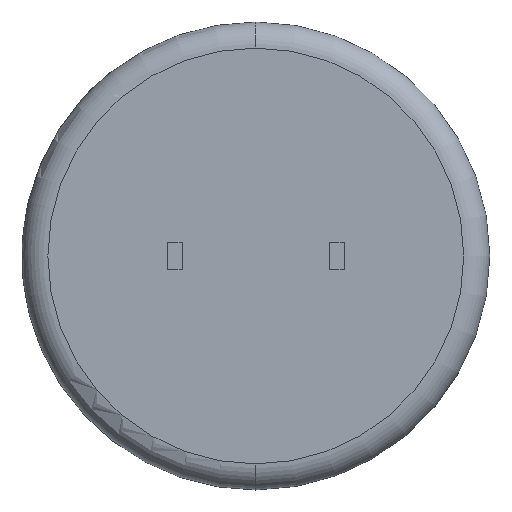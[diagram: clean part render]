
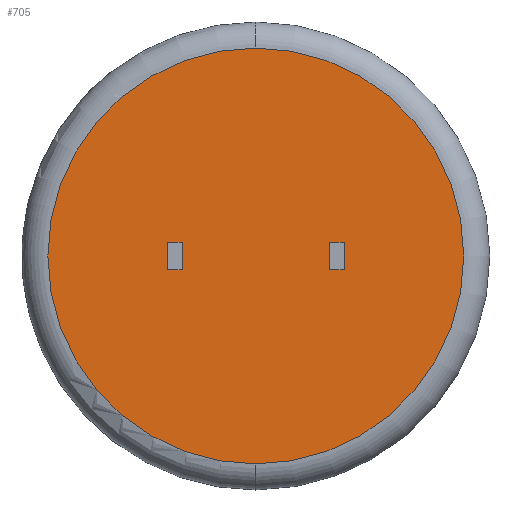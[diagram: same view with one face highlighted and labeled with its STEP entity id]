
A CAD part, front view. The second image highlights one B-rep face of the part: STEP entity #705.
In plain terms, the highlighted planar face has unit normal (0, -1, 0).
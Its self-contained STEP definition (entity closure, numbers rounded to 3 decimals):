
#23 = VECTOR ( 'NONE', #575, 1000. ) ;
#121 = CARTESIAN_POINT ( 'NONE',  ( 0., 0., 9.774 ) ) ;
#270 = VERTEX_POINT ( 'NONE', #1629 ) ;
#294 = VECTOR ( 'NONE', #1580, 1000. ) ;
#296 = ORIENTED_EDGE ( 'NONE', *, *, #1473, .F. ) ;
#335 = DIRECTION ( 'NONE',  ( 1., 0., 0. ) ) ;
#373 = CARTESIAN_POINT ( 'NONE',  ( 3.46, 0., 0.65 ) ) ;
#413 = DIRECTION ( 'NONE',  ( 0., 1., 0. ) ) ;
#442 = DIRECTION ( 'NONE',  ( 0., -1., 0. ) ) ;
#443 = ORIENTED_EDGE ( 'NONE', *, *, #1587, .F. ) ;
#460 = LINE ( 'NONE', #1149, #2290 ) ;
#492 = DIRECTION ( 'NONE',  ( 0., -1., 0. ) ) ;
#575 = DIRECTION ( 'NONE',  ( -1., 0., 0. ) ) ;
#592 = LINE ( 'NONE', #2664, #752 ) ;
#610 = VERTEX_POINT ( 'NONE', #2377 ) ;
#619 = DIRECTION ( 'NONE',  ( 1., 0., 0. ) ) ;
#626 = VECTOR ( 'NONE', #619, 1000. ) ;
#628 = CARTESIAN_POINT ( 'NONE',  ( 0., 0., -9.774 ) ) ;
#639 = FACE_BOUND ( 'NONE', #971, .T. ) ;
#655 = AXIS2_PLACEMENT_3D ( 'NONE', #1089, #442, #1279 ) ;
#662 = CARTESIAN_POINT ( 'NONE',  ( -4.16, 0., 0.65 ) ) ;
#678 = CARTESIAN_POINT ( 'NONE',  ( -4.16, 0., 0. ) ) ;
#705 = ADVANCED_FACE ( 'NONE', ( #2682, #639, #2582 ), #2536, .F. ) ;
#752 = VECTOR ( 'NONE', #993, 1000. ) ;
#789 = EDGE_LOOP ( 'NONE', ( #807, #443, #296, #2348 ) ) ;
#807 = ORIENTED_EDGE ( 'NONE', *, *, #2488, .F. ) ;
#854 = CARTESIAN_POINT ( 'NONE',  ( 0., 0., 0. ) ) ;
#901 = CARTESIAN_POINT ( 'NONE',  ( -4.16, 0., -0.65 ) ) ;
#936 = CARTESIAN_POINT ( 'NONE',  ( 3.46, 0., -0.65 ) ) ;
#971 = EDGE_LOOP ( 'NONE', ( #2275, #1624, #2601, #2346 ) ) ;
#989 = VERTEX_POINT ( 'NONE', #1454 ) ;
#993 = DIRECTION ( 'NONE',  ( 0., 0., -1. ) ) ;
#1060 = VERTEX_POINT ( 'NONE', #628 ) ;
#1089 = CARTESIAN_POINT ( 'NONE',  ( 0., 0., 0. ) ) ;
#1116 = EDGE_CURVE ( 'NONE', #610, #1542, #1197, .T. ) ;
#1149 = CARTESIAN_POINT ( 'NONE',  ( -4.16, 0., 0.65 ) ) ;
#1157 = CARTESIAN_POINT ( 'NONE',  ( 3.46, 0., -0.65 ) ) ;
#1188 = VERTEX_POINT ( 'NONE', #121 ) ;
#1197 = LINE ( 'NONE', #678, #2120 ) ;
#1263 = CARTESIAN_POINT ( 'NONE',  ( 4.16, 0., 0. ) ) ;
#1266 = CARTESIAN_POINT ( 'NONE',  ( -3.46, 0., 0.65 ) ) ;
#1273 = VERTEX_POINT ( 'NONE', #2104 ) ;
#1279 = DIRECTION ( 'NONE',  ( 0., 0., 1. ) ) ;
#1362 = CARTESIAN_POINT ( 'NONE',  ( 4.16, 0., 0.65 ) ) ;
#1454 = CARTESIAN_POINT ( 'NONE',  ( 4.16, 0., -0.65 ) ) ;
#1473 = EDGE_CURVE ( 'NONE', #989, #2535, #2157, .T. ) ;
#1539 = EDGE_CURVE ( 'NONE', #1188, #1060, #1785, .T. ) ;
#1542 = VERTEX_POINT ( 'NONE', #662 ) ;
#1570 = AXIS2_PLACEMENT_3D ( 'NONE', #1951, #492, #2426 ) ;
#1580 = DIRECTION ( 'NONE',  ( 0., 0., -1. ) ) ;
#1587 = EDGE_CURVE ( 'NONE', #2535, #270, #2068, .T. ) ;
#1624 = ORIENTED_EDGE ( 'NONE', *, *, #2084, .T. ) ;
#1629 = CARTESIAN_POINT ( 'NONE',  ( 3.46, 0., 0.65 ) ) ;
#1684 = EDGE_CURVE ( 'NONE', #2325, #1273, #592, .T. ) ;
#1724 = VECTOR ( 'NONE', #2498, 1000. ) ;
#1725 = AXIS2_PLACEMENT_3D ( 'NONE', #854, #413, #1900 ) ;
#1743 = VECTOR ( 'NONE', #1975, 1000. ) ;
#1785 = CIRCLE ( 'NONE', #1570, 9.774 ) ;
#1825 = LINE ( 'NONE', #2459, #626 ) ;
#1830 = ORIENTED_EDGE ( 'NONE', *, *, #1539, .T. ) ;
#1840 = EDGE_CURVE ( 'NONE', #1060, #1188, #2523, .T. ) ;
#1900 = DIRECTION ( 'NONE',  ( 0., 0., 1. ) ) ;
#1951 = CARTESIAN_POINT ( 'NONE',  ( 0., 0., 0. ) ) ;
#1975 = DIRECTION ( 'NONE',  ( 1., 0., 0. ) ) ;
#2013 = EDGE_CURVE ( 'NONE', #610, #1273, #2308, .T. ) ;
#2068 = LINE ( 'NONE', #373, #23 ) ;
#2084 = EDGE_CURVE ( 'NONE', #1542, #2325, #460, .T. ) ;
#2104 = CARTESIAN_POINT ( 'NONE',  ( -3.46, 0., -0.65 ) ) ;
#2120 = VECTOR ( 'NONE', #2592, 1000. ) ;
#2157 = LINE ( 'NONE', #1263, #1724 ) ;
#2262 = EDGE_CURVE ( 'NONE', #2710, #989, #1825, .T. ) ;
#2275 = ORIENTED_EDGE ( 'NONE', *, *, #1116, .T. ) ;
#2290 = VECTOR ( 'NONE', #335, 1000. ) ;
#2304 = ORIENTED_EDGE ( 'NONE', *, *, #1840, .T. ) ;
#2308 = LINE ( 'NONE', #901, #1743 ) ;
#2325 = VERTEX_POINT ( 'NONE', #1266 ) ;
#2346 = ORIENTED_EDGE ( 'NONE', *, *, #2013, .F. ) ;
#2348 = ORIENTED_EDGE ( 'NONE', *, *, #2262, .F. ) ;
#2377 = CARTESIAN_POINT ( 'NONE',  ( -4.16, 0., -0.65 ) ) ;
#2426 = DIRECTION ( 'NONE',  ( 0., 0., 1. ) ) ;
#2459 = CARTESIAN_POINT ( 'NONE',  ( 3.46, 0., -0.65 ) ) ;
#2488 = EDGE_CURVE ( 'NONE', #270, #2710, #2563, .T. ) ;
#2498 = DIRECTION ( 'NONE',  ( 0., 0., 1. ) ) ;
#2523 = CIRCLE ( 'NONE', #655, 9.774 ) ;
#2535 = VERTEX_POINT ( 'NONE', #1362 ) ;
#2536 = PLANE ( 'NONE',  #1725 ) ;
#2563 = LINE ( 'NONE', #1157, #294 ) ;
#2582 = FACE_BOUND ( 'NONE', #789, .T. ) ;
#2592 = DIRECTION ( 'NONE',  ( 0., 0., 1. ) ) ;
#2601 = ORIENTED_EDGE ( 'NONE', *, *, #1684, .T. ) ;
#2611 = EDGE_LOOP ( 'NONE', ( #1830, #2304 ) ) ;
#2664 = CARTESIAN_POINT ( 'NONE',  ( -3.46, 0., 0.65 ) ) ;
#2682 = FACE_OUTER_BOUND ( 'NONE', #2611, .T. ) ;
#2710 = VERTEX_POINT ( 'NONE', #936 ) ;
